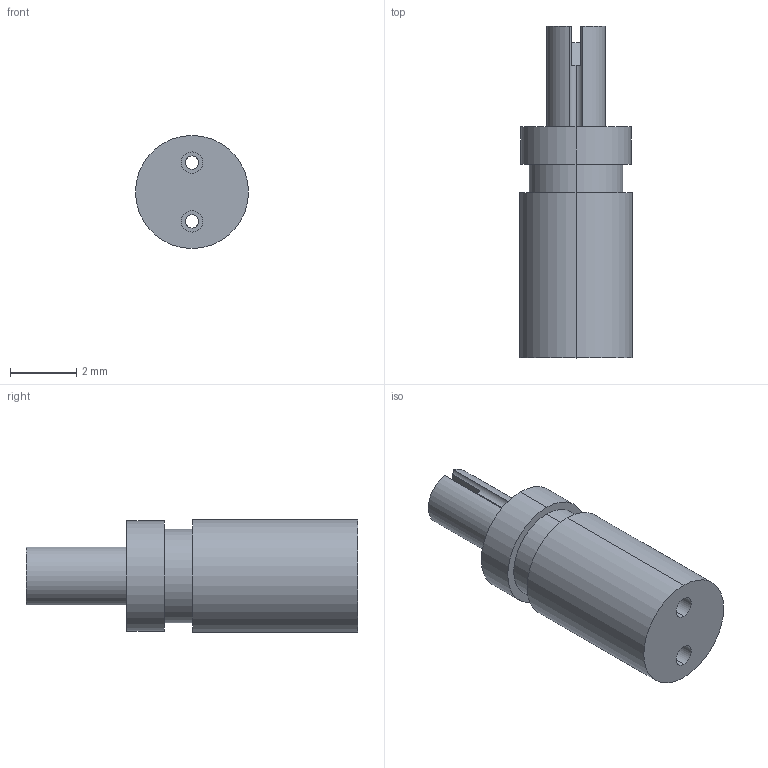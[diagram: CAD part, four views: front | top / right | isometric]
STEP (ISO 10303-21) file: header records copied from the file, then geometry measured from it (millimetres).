
FILE_DESCRIPTION (( 'STEP AP214' ), '1' );
FILE_NAME ('2004963-.stp', '2020-09-04T05:17:11', ( '' ), ( '' ), 'SwSTEP 2.0', 'SolidWorks 2019', '' );
FILE_SCHEMA (( 'AUTOMOTIVE_DESIGN' ));
Length unit declared in the file: inch
Products named in the file (1): 2004963-
Bounding box: 3.42 x 10.03 x 3.42 mm (x, y, z)
Volume: 65.3 mm3; surface area: 137.2 mm2
Topology: 1 solids, 1 shells, 32 faces, 77 edges, 50 vertices
Faces by surface type: cylinder 16, plane 16
Entity records: 997 total; most frequent: DIRECTION 183, CARTESIAN_POINT 160, ORIENTED_EDGE 154, EDGE_CURVE 77, AXIS2_PLACEMENT_3D 73, VERTEX_POINT 50, CIRCLE 40, EDGE_LOOP 39
